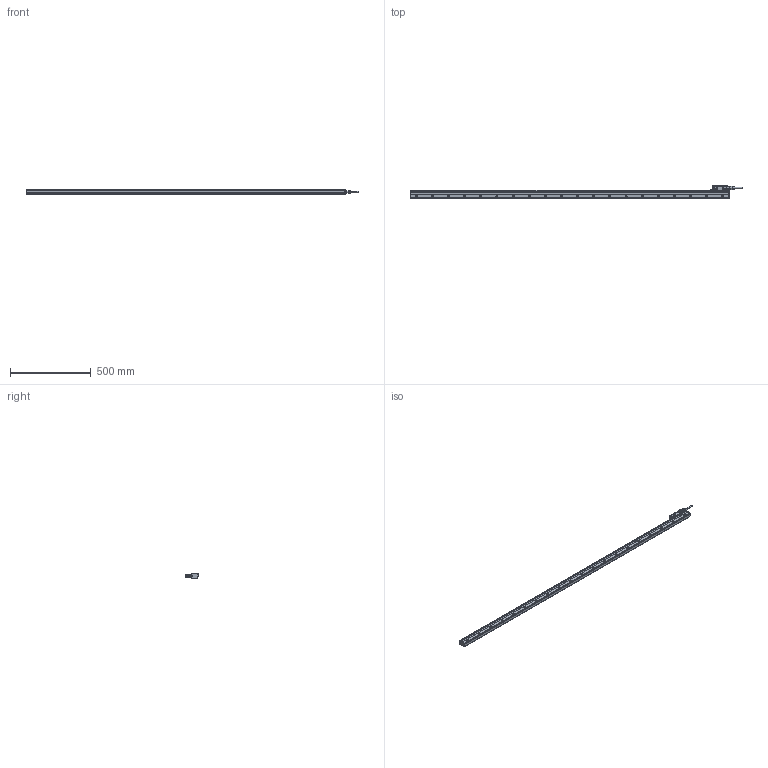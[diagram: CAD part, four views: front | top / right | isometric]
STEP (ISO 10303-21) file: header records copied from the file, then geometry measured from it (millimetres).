
FILE_DESCRIPTION(('CATIA V5 STEP'),'2;1');
FILE_NAME('SR87_L_184.stp','2010-05-27T00:38:47+00:00',('none'),('none'),'CATIA Version 5 Release 19 SP 6 (IN-10)','CATIA V5 STEP AP214','none');
FILE_SCHEMA(('AUTOMOTIVE_DESIGN { 1 0 10303 214 1 1 1 1 }'));
Products named in the file (3): SR87_L_184; SR87-184_S; SR87_head_L
Assembly tree (2 placements, depth 2):
  SR87_L_184
    SR87-184_S
    SR87_head_L
Bounding box: 2057.7 x 78 x 29 mm (x, y, z)
Volume: 2569132.8 mm3; surface area: 364497.8 mm2
Topology: 2 solids, 18 shells, 2599 faces, 6617 edges, 3990 vertices
Faces by surface type: plane 1184, cylinder 916, cone 175, torus 175, sphere 96, bspline 53
Entity records: 76420 total; most frequent: CARTESIAN_POINT 19278, ORIENTED_EDGE 13016, DIRECTION 9419, EDGE_CURVE 6498, AXIS2_PLACEMENT_3D 4102, VERTEX_POINT 3988, VECTOR 3395, LINE 3395
